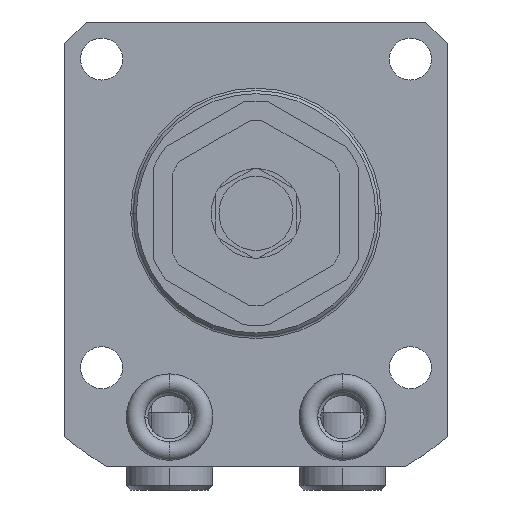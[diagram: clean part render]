
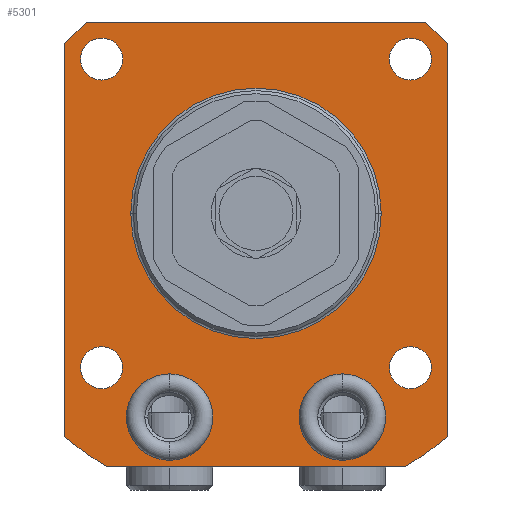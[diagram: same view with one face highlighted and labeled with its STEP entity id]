
A CAD part, front view. The second image highlights one B-rep face of the part: STEP entity #5301.
In plain terms, the highlighted planar face has unit normal (0, -1, 0).
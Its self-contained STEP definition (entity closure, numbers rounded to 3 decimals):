
#539=CARTESIAN_POINT('',(0.,0.,0.));
#540=DIRECTION('',(0.,-1.,0.));
#541=DIRECTION('',(-0.651,0.,-0.759));
#542=AXIS2_PLACEMENT_3D('',#539,#540,#541);
#554=CARTESIAN_POINT('',(0.,0.,0.));
#555=DIRECTION('',(0.,-1.,0.));
#556=DIRECTION('',(0.509,0.,-0.861));
#557=AXIS2_PLACEMENT_3D('',#554,#555,#556);
#924=CARTESIAN_POINT('',(0.,0.,0.));
#925=DIRECTION('',(0.,1.,0.));
#926=DIRECTION('',(-1.,0.,0.));
#927=AXIS2_PLACEMENT_3D('',#924,#925,#926);
#932=CARTESIAN_POINT('',(0.,0.,0.));
#933=DIRECTION('',(0.,1.,0.));
#934=DIRECTION('',(1.,0.,0.));
#935=AXIS2_PLACEMENT_3D('',#932,#933,#934);
#940=DIRECTION('',(1.,0.,0.));
#941=VECTOR('',#940,48.462);
#942=CARTESIAN_POINT('',(-24.231,0.,-41.));
#943=LINE('',#942,#941);
#947=DIRECTION('',(0.,0.,-1.));
#948=VECTOR('',#947,63.654);
#949=CARTESIAN_POINT('',(-31.,0.,27.5));
#950=LINE('',#949,#948);
#954=DIRECTION('',(-0.707,0.,-0.707));
#955=VECTOR('',#954,4.95);
#956=CARTESIAN_POINT('',(-27.5,0.,31.));
#957=LINE('',#956,#955);
#961=DIRECTION('',(-1.,0.,0.));
#962=VECTOR('',#961,55.);
#963=CARTESIAN_POINT('',(27.5,0.,31.));
#964=LINE('',#963,#962);
#968=DIRECTION('',(-0.707,0.,0.707));
#969=VECTOR('',#968,4.95);
#970=CARTESIAN_POINT('',(31.,0.,27.5));
#971=LINE('',#970,#969);
#975=DIRECTION('',(0.,0.,1.));
#976=VECTOR('',#975,63.654);
#977=CARTESIAN_POINT('',(31.,0.,-36.154));
#978=LINE('',#977,#976);
#982=CARTESIAN_POINT('',(-25.,0.,-25.));
#983=DIRECTION('',(0.,1.,0.));
#984=DIRECTION('',(-1.,0.,0.));
#985=AXIS2_PLACEMENT_3D('',#982,#983,#984);
#990=CARTESIAN_POINT('',(-25.,0.,-25.));
#991=DIRECTION('',(0.,1.,0.));
#992=DIRECTION('',(1.,0.,0.));
#993=AXIS2_PLACEMENT_3D('',#990,#991,#992);
#998=CARTESIAN_POINT('',(25.,0.,-25.));
#999=DIRECTION('',(0.,1.,0.));
#1000=DIRECTION('',(-1.,0.,0.));
#1001=AXIS2_PLACEMENT_3D('',#998,#999,#1000);
#1006=CARTESIAN_POINT('',(25.,0.,-25.));
#1007=DIRECTION('',(0.,1.,0.));
#1008=DIRECTION('',(1.,0.,0.));
#1009=AXIS2_PLACEMENT_3D('',#1006,#1007,#1008);
#1014=CARTESIAN_POINT('',(25.,0.,25.));
#1015=DIRECTION('',(0.,1.,0.));
#1016=DIRECTION('',(-1.,0.,0.));
#1017=AXIS2_PLACEMENT_3D('',#1014,#1015,#1016);
#1022=CARTESIAN_POINT('',(25.,0.,25.));
#1023=DIRECTION('',(0.,1.,0.));
#1024=DIRECTION('',(1.,0.,0.));
#1025=AXIS2_PLACEMENT_3D('',#1022,#1023,#1024);
#1030=CARTESIAN_POINT('',(-25.,0.,25.));
#1031=DIRECTION('',(0.,1.,0.));
#1032=DIRECTION('',(-1.,0.,0.));
#1033=AXIS2_PLACEMENT_3D('',#1030,#1031,#1032);
#1038=CARTESIAN_POINT('',(-25.,0.,25.));
#1039=DIRECTION('',(0.,1.,0.));
#1040=DIRECTION('',(1.,0.,0.));
#1041=AXIS2_PLACEMENT_3D('',#1038,#1039,#1040);
#1046=CARTESIAN_POINT('',(-14.,0.,-33.));
#1047=DIRECTION('',(0.,-1.,0.));
#1048=DIRECTION('',(-1.,0.,0.));
#1049=AXIS2_PLACEMENT_3D('',#1046,#1047,#1048);
#1054=CARTESIAN_POINT('',(-14.,0.,-33.));
#1055=DIRECTION('',(0.,-1.,0.));
#1056=DIRECTION('',(1.,0.,0.));
#1057=AXIS2_PLACEMENT_3D('',#1054,#1055,#1056);
#1062=CARTESIAN_POINT('',(14.,0.,-33.));
#1063=DIRECTION('',(0.,1.,0.));
#1064=DIRECTION('',(1.,0.,0.));
#1065=AXIS2_PLACEMENT_3D('',#1062,#1063,#1064);
#1070=CARTESIAN_POINT('',(14.,0.,-33.));
#1071=DIRECTION('',(0.,1.,0.));
#1072=DIRECTION('',(-1.,0.,0.));
#1073=AXIS2_PLACEMENT_3D('',#1070,#1071,#1072);
#4010=CARTESIAN_POINT('',(-24.231,0.,-41.));
#4011=CARTESIAN_POINT('',(24.231,0.,-41.));
#4012=VERTEX_POINT('',#4010);
#4013=VERTEX_POINT('',#4011);
#4014=CARTESIAN_POINT('',(31.,0.,-36.154));
#4015=CARTESIAN_POINT('',(31.,0.,27.5));
#4016=VERTEX_POINT('',#4014);
#4017=VERTEX_POINT('',#4015);
#4024=CARTESIAN_POINT('',(-31.,0.,-36.154));
#4025=VERTEX_POINT('',#4024);
#4026=CARTESIAN_POINT('',(-28.4,0.,-25.));
#4027=CARTESIAN_POINT('',(-21.6,0.,-25.));
#4028=VERTEX_POINT('',#4026);
#4029=VERTEX_POINT('',#4027);
#4030=CARTESIAN_POINT('',(21.6,0.,-25.));
#4031=CARTESIAN_POINT('',(28.4,0.,-25.));
#4032=VERTEX_POINT('',#4030);
#4033=VERTEX_POINT('',#4031);
#4034=CARTESIAN_POINT('',(21.6,0.,25.));
#4035=CARTESIAN_POINT('',(28.4,0.,25.));
#4036=VERTEX_POINT('',#4034);
#4037=VERTEX_POINT('',#4035);
#4038=CARTESIAN_POINT('',(-28.4,0.,25.));
#4039=CARTESIAN_POINT('',(-21.6,0.,25.));
#4040=VERTEX_POINT('',#4038);
#4041=VERTEX_POINT('',#4039);
#4086=CARTESIAN_POINT('',(-20.285,0.,0.));
#4087=CARTESIAN_POINT('',(20.285,0.,0.));
#4088=VERTEX_POINT('',#4086);
#4089=VERTEX_POINT('',#4087);
#4178=CARTESIAN_POINT('',(-21.,0.,-33.));
#4179=CARTESIAN_POINT('',(-7.,0.,-33.));
#4180=VERTEX_POINT('',#4178);
#4181=VERTEX_POINT('',#4179);
#4206=CARTESIAN_POINT('',(21.,0.,-33.));
#4207=VERTEX_POINT('',#4206);
#4208=CARTESIAN_POINT('',(7.,0.,-33.));
#4209=VERTEX_POINT('',#4208);
#4392=CARTESIAN_POINT('',(27.5,0.,31.));
#4393=VERTEX_POINT('',#4392);
#4394=CARTESIAN_POINT('',(-27.5,0.,31.));
#4395=VERTEX_POINT('',#4394);
#4396=CARTESIAN_POINT('',(-31.,0.,27.5));
#4397=VERTEX_POINT('',#4396);
#5241=CARTESIAN_POINT('',(0.,0.,0.));
#5242=DIRECTION('',(0.,-1.,0.));
#5243=DIRECTION('',(-1.,0.,0.));
#5244=AXIS2_PLACEMENT_3D('',#5241,#5242,#5243);
#5245=PLANE('',#5244);
#5246=ORIENTED_EDGE('',*,*,#5004,.F.);
#5247=ORIENTED_EDGE('',*,*,#5029,.F.);
#5249=ORIENTED_EDGE('',*,*,#5248,.F.);
#5251=ORIENTED_EDGE('',*,*,#5250,.F.);
#5253=ORIENTED_EDGE('',*,*,#5252,.F.);
#5255=ORIENTED_EDGE('',*,*,#5254,.F.);
#5257=ORIENTED_EDGE('',*,*,#5256,.F.);
#5258=ORIENTED_EDGE('',*,*,#5040,.F.);
#5259=EDGE_LOOP('',(#5246,#5247,#5249,#5251,#5253,#5255,#5257,#5258));
#5260=FACE_OUTER_BOUND('',#5259,.F.);
#5262=ORIENTED_EDGE('',*,*,#5261,.F.);
#5264=ORIENTED_EDGE('',*,*,#5263,.F.);
#5265=EDGE_LOOP('',(#5262,#5264));
#5266=FACE_BOUND('',#5265,.F.);
#5267=ORIENTED_EDGE('',*,*,#5221,.F.);
#5268=ORIENTED_EDGE('',*,*,#5235,.F.);
#5269=EDGE_LOOP('',(#5267,#5268));
#5270=FACE_BOUND('',#5269,.F.);
#5272=ORIENTED_EDGE('',*,*,#5271,.F.);
#5274=ORIENTED_EDGE('',*,*,#5273,.F.);
#5275=EDGE_LOOP('',(#5272,#5274));
#5276=FACE_BOUND('',#5275,.F.);
#5278=ORIENTED_EDGE('',*,*,#5277,.F.);
#5280=ORIENTED_EDGE('',*,*,#5279,.F.);
#5281=EDGE_LOOP('',(#5278,#5280));
#5282=FACE_BOUND('',#5281,.F.);
#5284=ORIENTED_EDGE('',*,*,#5283,.F.);
#5286=ORIENTED_EDGE('',*,*,#5285,.F.);
#5287=EDGE_LOOP('',(#5284,#5286));
#5288=FACE_BOUND('',#5287,.F.);
#5290=ORIENTED_EDGE('',*,*,#5289,.T.);
#5292=ORIENTED_EDGE('',*,*,#5291,.T.);
#5293=EDGE_LOOP('',(#5290,#5292));
#5294=FACE_BOUND('',#5293,.F.);
#5296=ORIENTED_EDGE('',*,*,#5295,.F.);
#5298=ORIENTED_EDGE('',*,*,#5297,.F.);
#5299=EDGE_LOOP('',(#5296,#5298));
#5300=FACE_BOUND('',#5299,.F.);
#543=CIRCLE('',#542,47.625);
#558=CIRCLE('',#557,47.625);
#928=CIRCLE('',#927,20.285);
#936=CIRCLE('',#935,20.285);
#986=CIRCLE('',#985,3.4);
#994=CIRCLE('',#993,3.4);
#1002=CIRCLE('',#1001,3.4);
#1010=CIRCLE('',#1009,3.4);
#1018=CIRCLE('',#1017,3.4);
#1026=CIRCLE('',#1025,3.4);
#1034=CIRCLE('',#1033,3.4);
#1042=CIRCLE('',#1041,3.4);
#1050=CIRCLE('',#1049,7.);
#1058=CIRCLE('',#1057,7.);
#1066=CIRCLE('',#1065,7.);
#1074=CIRCLE('',#1073,7.);
#5004=EDGE_CURVE('',#4012,#4013,#943,.T.);
#5029=EDGE_CURVE('',#4025,#4012,#543,.T.);
#5040=EDGE_CURVE('',#4013,#4016,#558,.T.);
#5221=EDGE_CURVE('',#4028,#4029,#986,.T.);
#5235=EDGE_CURVE('',#4029,#4028,#994,.T.);
#5248=EDGE_CURVE('',#4397,#4025,#950,.T.);
#5250=EDGE_CURVE('',#4395,#4397,#957,.T.);
#5252=EDGE_CURVE('',#4393,#4395,#964,.T.);
#5254=EDGE_CURVE('',#4017,#4393,#971,.T.);
#5256=EDGE_CURVE('',#4016,#4017,#978,.T.);
#5261=EDGE_CURVE('',#4088,#4089,#928,.T.);
#5263=EDGE_CURVE('',#4089,#4088,#936,.T.);
#5271=EDGE_CURVE('',#4032,#4033,#1002,.T.);
#5273=EDGE_CURVE('',#4033,#4032,#1010,.T.);
#5277=EDGE_CURVE('',#4036,#4037,#1018,.T.);
#5279=EDGE_CURVE('',#4037,#4036,#1026,.T.);
#5283=EDGE_CURVE('',#4040,#4041,#1034,.T.);
#5285=EDGE_CURVE('',#4041,#4040,#1042,.T.);
#5289=EDGE_CURVE('',#4180,#4181,#1050,.T.);
#5291=EDGE_CURVE('',#4181,#4180,#1058,.T.);
#5295=EDGE_CURVE('',#4207,#4209,#1066,.T.);
#5297=EDGE_CURVE('',#4209,#4207,#1074,.T.);
#5301=ADVANCED_FACE('',(#5260,#5266,#5270,#5276,#5282,#5288,#5294,#5300),#5245,
.T.);
